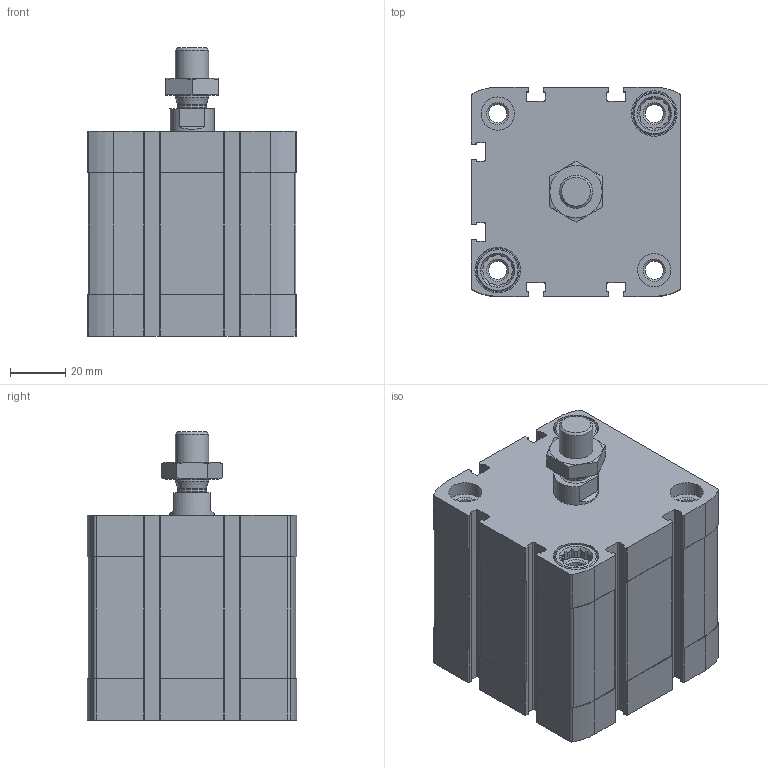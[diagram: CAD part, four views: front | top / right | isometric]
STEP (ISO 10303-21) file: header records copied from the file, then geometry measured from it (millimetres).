
FILE_DESCRIPTION(/* description */ ('STEP AP214'),/* implementation_level */ '2;1');
FILE_NAME(/* name */ '572712_ADN-63-25-A-PPS-A',/* time_stamp */ '2024-07-29T08:21:54+02:00',/* author */ ('License CC BY-ND 4.0'),/* organization */ ('CADENAS'),/* preprocessor_version */ 'ST-DEVELOPER v19.3',/* originating_system */ 'PARTsolutions',/* authorisation */ ' ');
FILE_SCHEMA (('AUTOMOTIVE_DESIGN {1 0 10303 214 3 1 1}'));
Length unit declared in the file: millimetre
Products named in the file (4): 572712 ADN-63-25-A-PPS-A---(asm_0); 536330 ADN-25-PPS---(Z); 536330 ADN-25-PPS-A_(KS); DIN-439-B - M12x1.25(F)
Assembly tree (3 placements, depth 2):
  572712 ADN-63-25-A-PPS-A---(asm_0)
    536330 ADN-25-PPS---(Z)
    536330 ADN-25-PPS-A_(KS)
    DIN-439-B - M12x1.25(F)
Bounding box: 75.5 x 75.5 x 104 mm (x, y, z)
Volume: 318263.5 mm3; surface area: 76918.2 mm2
Topology: 3 solids, 3 shells, 431 faces, 1166 edges, 772 vertices
Faces by surface type: plane 227, cylinder 178, cone 24, torus 2
Full cylindrical faces by diameter (mm): 6.647 x8, 7 x4, 8.566 x2, 10.2 x1, 10.647 x1, 12 x6, 15.5 x4, 16 x2, 16.4 x4, 63 x2
Entity records: 13450 total; most frequent: CARTESIAN_POINT 2625, DIRECTION 2240, ORIENTED_EDGE 2188, EDGE_CURVE 1094, AXIS2_PLACEMENT_3D 819, VERTEX_POINT 760, LINE 602, VECTOR 602
